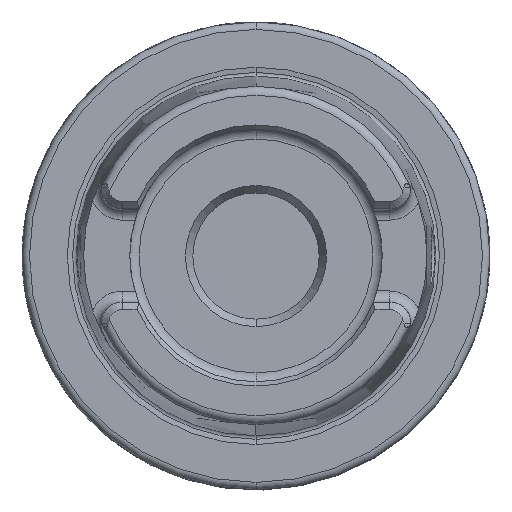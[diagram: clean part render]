
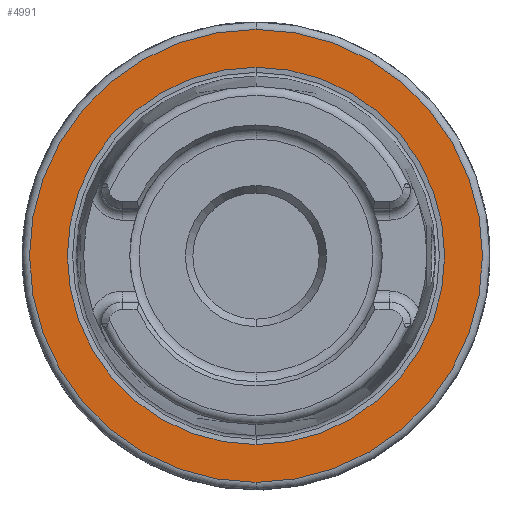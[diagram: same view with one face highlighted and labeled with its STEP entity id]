
A CAD part, top view. The second image highlights one B-rep face of the part: STEP entity #4991.
In plain terms, the highlighted planar face has unit normal (0, 0, 1).
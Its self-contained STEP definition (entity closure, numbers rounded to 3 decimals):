
#1264=CARTESIAN_POINT('',(0,0,26));
#1265=DIRECTION('',(0,0,-1));
#1266=DIRECTION('',(0,1,0));
#1267=AXIS2_PLACEMENT_3D('',#1264,#1265,#1266);
#1277=CARTESIAN_POINT('',(0,0,26));
#1278=DIRECTION('',(0,0,1));
#1279=DIRECTION('',(0,1,0));
#1280=AXIS2_PLACEMENT_3D('',#1277,#1278,#1279);
#1282=CARTESIAN_POINT('',(0,0,26));
#1283=DIRECTION('',(0,0,1));
#1284=DIRECTION('',(0,1,0));
#1285=AXIS2_PLACEMENT_3D('',#1282,#1283,#1284);
#1287=CARTESIAN_POINT('',(0,0,26));
#1288=DIRECTION('',(0,0,1));
#1289=DIRECTION('',(0,-1,0));
#1290=AXIS2_PLACEMENT_3D('',#1287,#1288,#1289);
#3156=CARTESIAN_POINT('',(0,25.409,26));
#3158=VERTEX_POINT('',#3156);
#3192=CARTESIAN_POINT('',(0,-25.409,26));
#3194=VERTEX_POINT('',#3192);
#3258=CARTESIAN_POINT('',(0,30.5,26));
#3259=CARTESIAN_POINT('',(0,-30.5,26));
#3260=VERTEX_POINT('',#3258);
#3261=VERTEX_POINT('',#3259);
#4976=CARTESIAN_POINT('',(0,0,26));
#4977=DIRECTION('',(0,0,-1));
#4978=DIRECTION('',(0,-1,0));
#4979=AXIS2_PLACEMENT_3D('',#4976,#4977,#4978);
#4980=PLANE('',#4979);
#4982=ORIENTED_EDGE('',*,*,#4981,.F.);
#4984=ORIENTED_EDGE('',*,*,#4983,.F.);
#4985=EDGE_LOOP('',(#4982,#4984));
#4986=FACE_OUTER_BOUND('',#4985,.F.);
#4987=ORIENTED_EDGE('',*,*,#4971,.T.);
#4988=ORIENTED_EDGE('',*,*,#4955,.F.);
#4989=EDGE_LOOP('',(#4987,#4988));
#4990=FACE_BOUND('',#4989,.F.);
#4991=ADVANCED_FACE('',(#4986,#4990),#4980,.F.);
#1268=CIRCLE('',#1267,25.409);
#1281=CIRCLE('',#1280,25.409);
#1286=CIRCLE('',#1285,30.5);
#1291=CIRCLE('',#1290,30.5);
#4955=EDGE_CURVE('',#3158,#3194,#1268,.T.);
#4971=EDGE_CURVE('',#3158,#3194,#1281,.T.);
#4981=EDGE_CURVE('',#3260,#3261,#1286,.T.);
#4983=EDGE_CURVE('',#3261,#3260,#1291,.T.);
